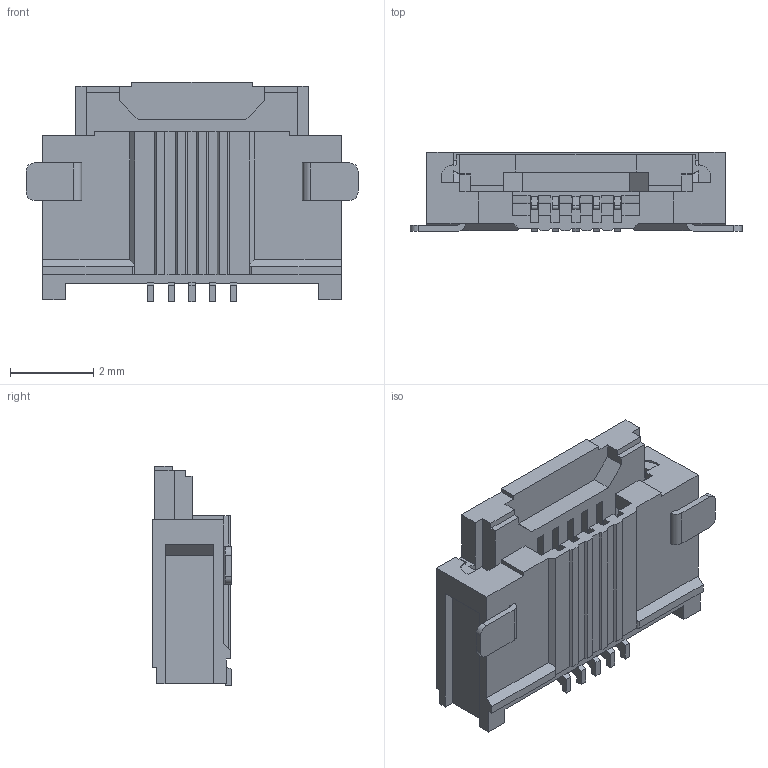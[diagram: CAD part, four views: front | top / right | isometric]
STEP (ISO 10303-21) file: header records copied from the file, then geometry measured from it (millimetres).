
FILE_DESCRIPTION(/* description */ (''),/* implementation_level */ '2;1');
FILE_NAME(/* name */ '5052780533_fpcMOLEX_5P.stp',/* time_stamp */ '2020-07-01T22:37:26+02:00',/* author */ ('franc'),/* organization */ (''),/* preprocessor_version */ 'ST-DEVELOPER v18',/* originating_system */ 'Autodesk Inventor 2020',/* authorisation */ '');
FILE_SCHEMA (('AUTOMOTIVE_DESIGN { 1 0 10303 214 3 1 1 }'));
Length unit declared in the file: millimetre
Products named in the file (1): 5052780533_fpcMOLEX_5P
Bounding box: 8 x 1.9 x 5.3 mm (x, y, z)
Volume: 40.9 mm3; surface area: 195.3 mm2
Topology: 1 solids, 1 shells, 407 faces, 1175 edges, 778 vertices
Faces by surface type: plane 356, cylinder 51
Entity records: 13369 total; most frequent: CARTESIAN_POINT 2361, ORIENTED_EDGE 2350, DIRECTION 2095, EDGE_CURVE 1175, LINE 1071, VECTOR 1071, VERTEX_POINT 778, AXIS2_PLACEMENT_3D 512
